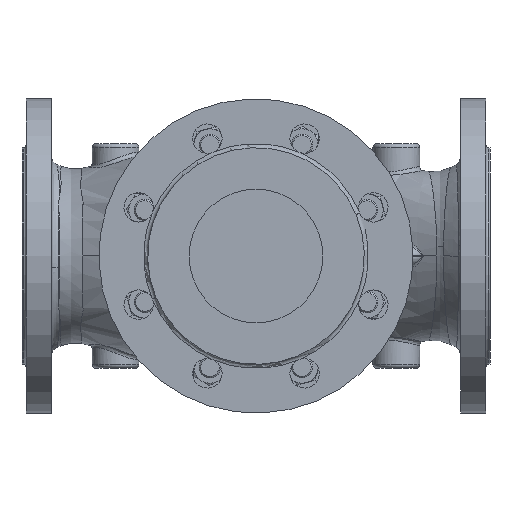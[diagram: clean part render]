
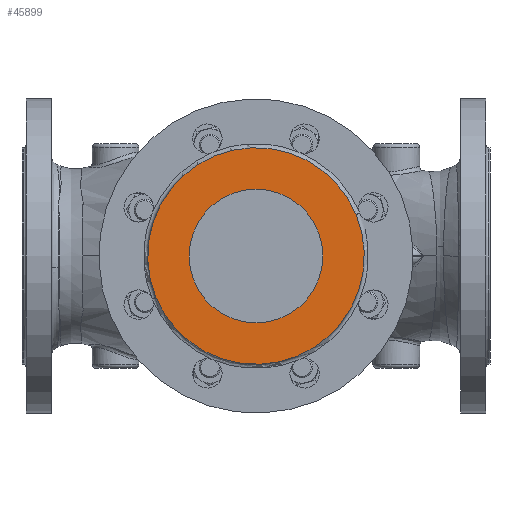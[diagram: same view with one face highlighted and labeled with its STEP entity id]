
A CAD part, front view. The second image highlights one B-rep face of the part: STEP entity #45899.
In plain terms, the highlighted planar face has unit normal (0, -1, 0).
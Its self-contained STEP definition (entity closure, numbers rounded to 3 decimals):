
#8374 = EDGE_CURVE ( 'NONE', #147426, #26553, #147655, .T. ) ;
#13260 = CIRCLE ( 'NONE', #215123, 81. ) ;
#18498 = VERTEX_POINT ( 'NONE', #179480 ) ;
#26553 = VERTEX_POINT ( 'NONE', #136778 ) ;
#35665 = DIRECTION ( 'NONE',  ( 0., -1., 0. ) ) ;
#40553 = PLANE ( 'NONE',  #97737 ) ;
#43050 = ORIENTED_EDGE ( 'NONE', *, *, #52949, .F. ) ;
#45899 = ADVANCED_FACE ( 'NONE', ( #61453, #72719 ), #40553, .F. ) ;
#50304 = ORIENTED_EDGE ( 'NONE', *, *, #230906, .F. ) ;
#52949 = EDGE_CURVE ( 'NONE', #205473, #18498, #13260, .T. ) ;
#61453 = FACE_BOUND ( 'NONE', #118779, .T. ) ;
#66383 = CARTESIAN_POINT ( 'NONE',  ( 0., -214., 0. ) ) ;
#68729 = CARTESIAN_POINT ( 'NONE',  ( 0., -214., 0. ) ) ;
#72719 = FACE_OUTER_BOUND ( 'NONE', #125408, .T. ) ;
#76509 = DIRECTION ( 'NONE',  ( 0.924, 0., 0.383 ) ) ;
#84386 = DIRECTION ( 'NONE',  ( 0.924, 0., 0.383 ) ) ;
#86694 = DIRECTION ( 'NONE',  ( 0.924, 0., 0.383 ) ) ;
#97737 = AXIS2_PLACEMENT_3D ( 'NONE', #165781, #183763, #76509 ) ;
#98333 = AXIS2_PLACEMENT_3D ( 'NONE', #142860, #35665, #160887 ) ;
#112326 = CARTESIAN_POINT ( 'NONE',  ( 50., -214., 0. ) ) ;
#118779 = EDGE_LOOP ( 'NONE', ( #170775, #50304 ) ) ;
#125408 = EDGE_LOOP ( 'NONE', ( #158100, #43050 ) ) ;
#136778 = CARTESIAN_POINT ( 'NONE',  ( -50., -214., 0. ) ) ;
#142860 = CARTESIAN_POINT ( 'NONE',  ( 0., -214., 0. ) ) ;
#143596 = AXIS2_PLACEMENT_3D ( 'NONE', #184735, #152618, #152071 ) ;
#147426 = VERTEX_POINT ( 'NONE', #112326 ) ;
#147655 = CIRCLE ( 'NONE', #143596, 50. ) ;
#152071 = DIRECTION ( 'NONE',  ( 1., 0., 0. ) ) ;
#152618 = DIRECTION ( 'NONE',  ( 0., -1., 0. ) ) ;
#158100 = ORIENTED_EDGE ( 'NONE', *, *, #181094, .F. ) ;
#160151 = CIRCLE ( 'NONE', #181981, 81. ) ;
#160887 = DIRECTION ( 'NONE',  ( 1., 0., 0. ) ) ;
#165781 = CARTESIAN_POINT ( 'NONE',  ( 19.134, -214., -46.194 ) ) ;
#170775 = ORIENTED_EDGE ( 'NONE', *, *, #8374, .F. ) ;
#179480 = CARTESIAN_POINT ( 'NONE',  ( 74.834, -214., 30.997 ) ) ;
#181094 = EDGE_CURVE ( 'NONE', #18498, #205473, #160151, .T. ) ;
#181981 = AXIS2_PLACEMENT_3D ( 'NONE', #68729, #193964, #86694 ) ;
#183763 = DIRECTION ( 'NONE',  ( 0., 1., 0. ) ) ;
#184735 = CARTESIAN_POINT ( 'NONE',  ( 0., -214., 0. ) ) ;
#184890 = CARTESIAN_POINT ( 'NONE',  ( -74.834, -214., -30.997 ) ) ;
#191635 = DIRECTION ( 'NONE',  ( 0., 1., 0. ) ) ;
#193964 = DIRECTION ( 'NONE',  ( 0., 1., 0. ) ) ;
#205473 = VERTEX_POINT ( 'NONE', #184890 ) ;
#210976 = CIRCLE ( 'NONE', #98333, 50. ) ;
#215123 = AXIS2_PLACEMENT_3D ( 'NONE', #66383, #191635, #84386 ) ;
#230906 = EDGE_CURVE ( 'NONE', #26553, #147426, #210976, .T. ) ;
